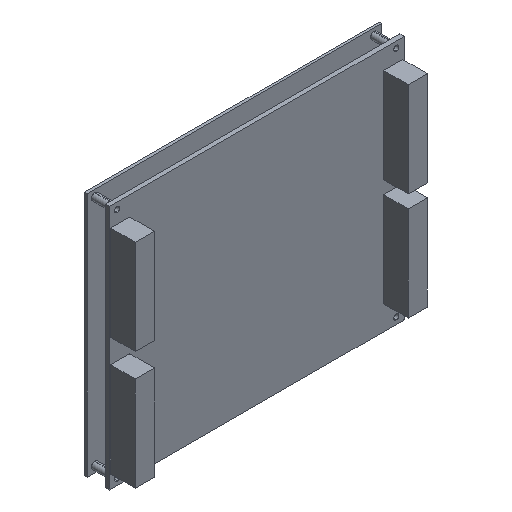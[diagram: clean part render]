
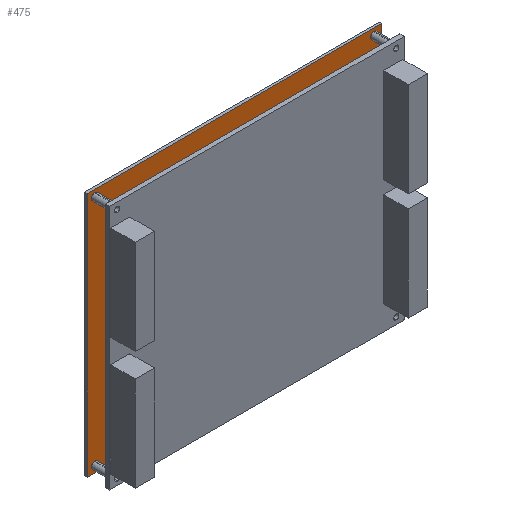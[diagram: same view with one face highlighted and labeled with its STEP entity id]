
A CAD part, isometric view. The second image highlights one B-rep face of the part: STEP entity #475.
In plain terms, the highlighted planar face has unit normal (0, -1, 0).
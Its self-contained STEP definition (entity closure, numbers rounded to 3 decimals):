
#19 = VERTEX_POINT ( 'NONE', #609 ) ;
#33 = EDGE_CURVE ( 'NONE', #126, #127, #636, .T. ) ;
#39 = EDGE_CURVE ( 'NONE', #19, #40, #736, .T. ) ;
#40 = VERTEX_POINT ( 'NONE', #691 ) ;
#44 = VERTEX_POINT ( 'NONE', #711 ) ;
#61 = VERTEX_POINT ( 'NONE', #687 ) ;
#80 = VERTEX_POINT ( 'NONE', #775 ) ;
#85 = EDGE_CURVE ( 'NONE', #80, #44, #766, .T. ) ;
#126 = VERTEX_POINT ( 'NONE', #816 ) ;
#127 = VERTEX_POINT ( 'NONE', #860 ) ;
#142 = VERTEX_POINT ( 'NONE', #886 ) ;
#179 = EDGE_CURVE ( 'NONE', #142, #61, #2066, .T. ) ;
#405 = EDGE_LOOP ( 'NONE', ( #486, #407 ) ) ;
#407 = ORIENTED_EDGE ( 'NONE', *, *, #39, .T. ) ;
#415 = EDGE_LOOP ( 'NONE', ( #561, #500 ) ) ;
#418 = ORIENTED_EDGE ( 'NONE', *, *, #179, .T. ) ;
#428 = EDGE_LOOP ( 'NONE', ( #485, #418 ) ) ;
#431 = ORIENTED_EDGE ( 'NONE', *, *, #477, .F. ) ;
#432 = VERTEX_POINT ( 'NONE', #1691 ) ;
#447 = EDGE_CURVE ( 'NONE', #61, #142, #1855, .T. ) ;
#453 = EDGE_CURVE ( 'NONE', #127, #126, #1798, .T. ) ;
#459 = ORIENTED_EDGE ( 'NONE', *, *, #85, .T. ) ;
#460 = EDGE_CURVE ( 'NONE', #469, #467, #1778, .T. ) ;
#461 = EDGE_LOOP ( 'NONE', ( #431, #470, #501, #468 ) ) ;
#463 = EDGE_CURVE ( 'NONE', #44, #80, #1806, .T. ) ;
#465 = ORIENTED_EDGE ( 'NONE', *, *, #463, .T. ) ;
#466 = EDGE_LOOP ( 'NONE', ( #465, #459 ) ) ;
#467 = VERTEX_POINT ( 'NONE', #1812 ) ;
#468 = ORIENTED_EDGE ( 'NONE', *, *, #460, .F. ) ;
#469 = VERTEX_POINT ( 'NONE', #1811 ) ;
#470 = ORIENTED_EDGE ( 'NONE', *, *, #503, .F. ) ;
#475 = ADVANCED_FACE ( 'NONE', ( #1838, #1837, #1796, #1795, #1794 ), #1912, .F. ) ;
#477 = EDGE_CURVE ( 'NONE', #432, #469, #1915, .T. ) ;
#485 = ORIENTED_EDGE ( 'NONE', *, *, #447, .T. ) ;
#486 = ORIENTED_EDGE ( 'NONE', *, *, #488, .T. ) ;
#488 = EDGE_CURVE ( 'NONE', #40, #19, #1895, .T. ) ;
#495 = VERTEX_POINT ( 'NONE', #1985 ) ;
#500 = ORIENTED_EDGE ( 'NONE', *, *, #33, .T. ) ;
#501 = ORIENTED_EDGE ( 'NONE', *, *, #502, .F. ) ;
#502 = EDGE_CURVE ( 'NONE', #467, #495, #1960, .T. ) ;
#503 = EDGE_CURVE ( 'NONE', #495, #432, #1961, .T. ) ;
#561 = ORIENTED_EDGE ( 'NONE', *, *, #453, .T. ) ;
#601 = DIRECTION ( 'NONE',  ( 0., 1., 0. ) ) ;
#602 = CARTESIAN_POINT ( 'NONE',  ( -54., 8.6, -45. ) ) ;
#603 = AXIS2_PLACEMENT_3D ( 'NONE', #602, #601, #659 ) ;
#609 = CARTESIAN_POINT ( 'NONE',  ( 54., 8.6, -43.65 ) ) ;
#636 = CIRCLE ( 'NONE', #603, 1.35 ) ;
#659 = DIRECTION ( 'NONE',  ( 0., 0., 1. ) ) ;
#687 = CARTESIAN_POINT ( 'NONE',  ( -54., 8.6, 43.65 ) ) ;
#691 = CARTESIAN_POINT ( 'NONE',  ( 54., 8.6, -46.35 ) ) ;
#692 = DIRECTION ( 'NONE',  ( 0., 0., 1. ) ) ;
#707 = DIRECTION ( 'NONE',  ( 0., 1., 0. ) ) ;
#708 = CARTESIAN_POINT ( 'NONE',  ( 54., 8.6, -45. ) ) ;
#709 = AXIS2_PLACEMENT_3D ( 'NONE', #708, #707, #692 ) ;
#711 = CARTESIAN_POINT ( 'NONE',  ( 54., 8.6, 43.65 ) ) ;
#736 = CIRCLE ( 'NONE', #709, 1.35 ) ;
#747 = DIRECTION ( 'NONE',  ( 0., 0., 1. ) ) ;
#748 = DIRECTION ( 'NONE',  ( 0., 1., 0. ) ) ;
#749 = AXIS2_PLACEMENT_3D ( 'NONE', #765, #748, #747 ) ;
#765 = CARTESIAN_POINT ( 'NONE',  ( 54., 8.6, 45. ) ) ;
#766 = CIRCLE ( 'NONE', #749, 1.35 ) ;
#775 = CARTESIAN_POINT ( 'NONE',  ( 54., 8.6, 46.35 ) ) ;
#816 = CARTESIAN_POINT ( 'NONE',  ( -54., 8.6, -43.65 ) ) ;
#860 = CARTESIAN_POINT ( 'NONE',  ( -54., 8.6, -46.35 ) ) ;
#886 = CARTESIAN_POINT ( 'NONE',  ( -54., 8.6, 46.35 ) ) ;
#1691 = CARTESIAN_POINT ( 'NONE',  ( -57., 8.6, -47.5 ) ) ;
#1775 = DIRECTION ( 'NONE',  ( 1., 0., 0. ) ) ;
#1776 = VECTOR ( 'NONE', #1775, 1000. ) ;
#1777 = CARTESIAN_POINT ( 'NONE',  ( -57., 8.6, 47.5 ) ) ;
#1778 = LINE ( 'NONE', #1777, #1776 ) ;
#1794 = FACE_BOUND ( 'NONE', #415, .T. ) ;
#1795 = FACE_BOUND ( 'NONE', #466, .T. ) ;
#1796 = FACE_OUTER_BOUND ( 'NONE', #461, .T. ) ;
#1797 = CARTESIAN_POINT ( 'NONE',  ( -54., 8.6, -45. ) ) ;
#1798 = CIRCLE ( 'NONE', #1835, 1.35 ) ;
#1803 = DIRECTION ( 'NONE',  ( 0., 1., 0. ) ) ;
#1804 = CARTESIAN_POINT ( 'NONE',  ( 54., 8.6, 45. ) ) ;
#1805 = AXIS2_PLACEMENT_3D ( 'NONE', #1804, #1803, #1813 ) ;
#1806 = CIRCLE ( 'NONE', #1805, 1.35 ) ;
#1811 = CARTESIAN_POINT ( 'NONE',  ( -57., 8.6, 47.5 ) ) ;
#1812 = CARTESIAN_POINT ( 'NONE',  ( 57., 8.6, 47.5 ) ) ;
#1813 = DIRECTION ( 'NONE',  ( 0., 0., 1. ) ) ;
#1824 = DIRECTION ( 'NONE',  ( 0., 0., 1. ) ) ;
#1825 = DIRECTION ( 'NONE',  ( 0., 1., 0. ) ) ;
#1826 = CARTESIAN_POINT ( 'NONE',  ( -54., 8.6, 45. ) ) ;
#1827 = AXIS2_PLACEMENT_3D ( 'NONE', #1826, #1825, #1824 ) ;
#1833 = DIRECTION ( 'NONE',  ( 0., 0., 1. ) ) ;
#1834 = DIRECTION ( 'NONE',  ( 0., 1., 0. ) ) ;
#1835 = AXIS2_PLACEMENT_3D ( 'NONE', #1797, #1834, #1833 ) ;
#1837 = FACE_BOUND ( 'NONE', #405, .T. ) ;
#1838 = FACE_BOUND ( 'NONE', #428, .T. ) ;
#1855 = CIRCLE ( 'NONE', #1827, 1.35 ) ;
#1863 = DIRECTION ( 'NONE',  ( 0., 0., 1. ) ) ;
#1864 = DIRECTION ( 'NONE',  ( 0., 1., 0. ) ) ;
#1865 = CARTESIAN_POINT ( 'NONE',  ( 54., 8.6, -45. ) ) ;
#1877 = DIRECTION ( 'NONE',  ( 0., 1., 0. ) ) ;
#1878 = CARTESIAN_POINT ( 'NONE',  ( -57., 8.6, 47.5 ) ) ;
#1879 = AXIS2_PLACEMENT_3D ( 'NONE', #1878, #1877, #1916 ) ;
#1880 = CARTESIAN_POINT ( 'NONE',  ( -57., 8.6, -47.5 ) ) ;
#1883 = AXIS2_PLACEMENT_3D ( 'NONE', #1865, #1864, #1863 ) ;
#1893 = DIRECTION ( 'NONE',  ( 0., 0., 1. ) ) ;
#1894 = VECTOR ( 'NONE', #1893, 1000. ) ;
#1895 = CIRCLE ( 'NONE', #1883, 1.35 ) ;
#1912 = PLANE ( 'NONE',  #1879 ) ;
#1915 = LINE ( 'NONE', #1880, #1894 ) ;
#1916 = DIRECTION ( 'NONE',  ( 0., 0., 1. ) ) ;
#1959 = CARTESIAN_POINT ( 'NONE',  ( 57., 8.6, -47.5 ) ) ;
#1960 = LINE ( 'NONE', #1959, #1997 ) ;
#1961 = LINE ( 'NONE', #1980, #1979 ) ;
#1971 = DIRECTION ( 'NONE',  ( -1., 0., 0. ) ) ;
#1979 = VECTOR ( 'NONE', #1971, 1000. ) ;
#1980 = CARTESIAN_POINT ( 'NONE',  ( -57., 8.6, -47.5 ) ) ;
#1985 = CARTESIAN_POINT ( 'NONE',  ( 57., 8.6, -47.5 ) ) ;
#1996 = DIRECTION ( 'NONE',  ( 0., 0., -1. ) ) ;
#1997 = VECTOR ( 'NONE', #1996, 1000. ) ;
#2042 = DIRECTION ( 'NONE',  ( 0., 0., 1. ) ) ;
#2043 = DIRECTION ( 'NONE',  ( 0., 1., 0. ) ) ;
#2066 = CIRCLE ( 'NONE', #2094, 1.35 ) ;
#2093 = CARTESIAN_POINT ( 'NONE',  ( -54., 8.6, 45. ) ) ;
#2094 = AXIS2_PLACEMENT_3D ( 'NONE', #2093, #2043, #2042 ) ;
